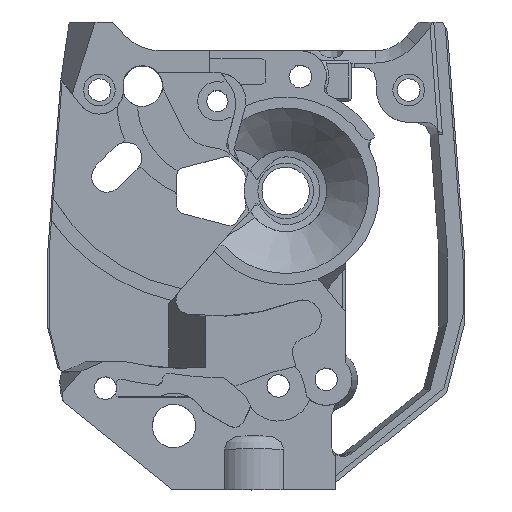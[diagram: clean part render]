
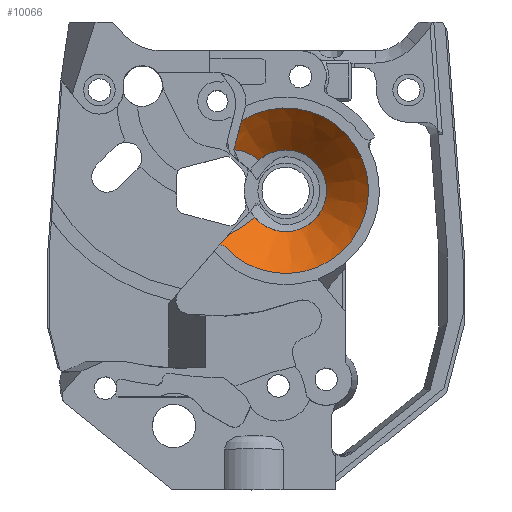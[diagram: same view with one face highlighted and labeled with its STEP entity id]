
A CAD part, top view. The second image highlights one B-rep face of the part: STEP entity #10066.
In plain terms, the highlighted conical face has half-angle 45 degrees and reference radius 9.092 mm.
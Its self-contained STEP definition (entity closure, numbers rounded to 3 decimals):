
#57=CONICAL_SURFACE('',#10944,9.092,0.785);
#82=(
BOUNDED_CURVE()
B_SPLINE_CURVE(2,(#17122,#17123,#17124),.UNSPECIFIED.,.F.,.F.)
B_SPLINE_CURVE_WITH_KNOTS((3,3),(0.724,0.946),
 .UNSPECIFIED.)
CURVE()
GEOMETRIC_REPRESENTATION_ITEM()
RATIONAL_B_SPLINE_CURVE((1.029,1.02,1.003))
REPRESENTATION_ITEM('')
);
#83=(
BOUNDED_CURVE()
B_SPLINE_CURVE(2,(#17496,#17497,#17498),.UNSPECIFIED.,.F.,.F.)
B_SPLINE_CURVE_WITH_KNOTS((3,3),(0.,0.012),.UNSPECIFIED.)
CURVE()
GEOMETRIC_REPRESENTATION_ITEM()
RATIONAL_B_SPLINE_CURVE((1.,1.001,1.001))
REPRESENTATION_ITEM('')
);
#84=(
BOUNDED_CURVE()
B_SPLINE_CURVE(2,(#17504,#17505,#17506),.UNSPECIFIED.,.F.,.F.)
B_SPLINE_CURVE_WITH_KNOTS((3,3),(0.893,0.897),
 .UNSPECIFIED.)
CURVE()
GEOMETRIC_REPRESENTATION_ITEM()
RATIONAL_B_SPLINE_CURVE((1.001,1.001,1.))
REPRESENTATION_ITEM('')
);
#85=(
BOUNDED_CURVE()
B_SPLINE_CURVE(2,(#17913,#17914,#17915),.UNSPECIFIED.,.F.,.F.)
B_SPLINE_CURVE_WITH_KNOTS((3,3),(0.041,0.427),
 .UNSPECIFIED.)
CURVE()
GEOMETRIC_REPRESENTATION_ITEM()
RATIONAL_B_SPLINE_CURVE((1.017,1.096,1.141))
REPRESENTATION_ITEM('')
);
#130=FACE_BOUND('',#3863,.T.);
#375=CIRCLE('',#10790,8.351);
#431=CIRCLE('',#10882,12.15);
#452=CIRCLE('',#10945,6.);
#3285=FACE_OUTER_BOUND('',#3862,.T.);
#3862=EDGE_LOOP('',(#9055,#9056,#9057,#9058,#9059,#9060,#9061,#9062));
#3863=EDGE_LOOP('',(#9063,#9064,#9065));
#4102=B_SPLINE_CURVE_WITH_KNOTS('',3,(#17879,#17880,#17881,#17882,#17883,
#17884,#17885,#17886),.UNSPECIFIED.,.F.,.F.,(4,2,2,4),(-0.266,
-0.245,-0.21,-0.175),.UNSPECIFIED.);
#4105=B_SPLINE_CURVE_WITH_KNOTS('',3,(#18136,#18137,#18138,#18139,#18140,
#18141,#18142),.UNSPECIFIED.,.F.,.F.,(4,3,4),(0.,0.022,
0.043),.UNSPECIFIED.);
#4106=B_SPLINE_CURVE_WITH_KNOTS('',3,(#18144,#18145,#18146,#18147,#18148,
#18149),.UNSPECIFIED.,.F.,.F.,(4,2,4),(0.063,0.416,
0.588),.UNSPECIFIED.);
#4107=B_SPLINE_CURVE_WITH_KNOTS('',3,(#18152,#18153,#18154,#18155),
 .UNSPECIFIED.,.F.,.F.,(4,4),(1.905,2.525),
 .UNSPECIFIED.);
#4823=VERTEX_POINT('',#17119);
#4824=VERTEX_POINT('',#17121);
#4865=VERTEX_POINT('',#17494);
#4866=VERTEX_POINT('',#17495);
#4868=VERTEX_POINT('',#17503);
#4945=VERTEX_POINT('',#17873);
#4946=VERTEX_POINT('',#17875);
#4956=VERTEX_POINT('',#17911);
#4990=VERTEX_POINT('',#18135);
#4991=VERTEX_POINT('',#18143);
#4992=VERTEX_POINT('',#18150);
#6125=EDGE_CURVE('',#4824,#4823,#82,.T.);
#6198=EDGE_CURVE('',#4865,#4866,#83,.T.);
#6201=EDGE_CURVE('',#4866,#4868,#84,.T.);
#6203=EDGE_CURVE('',#4868,#4865,#375,.T.);
#6316=EDGE_CURVE('',#4945,#4946,#431,.T.);
#6318=EDGE_CURVE('',#4823,#4946,#4102,.T.);
#6331=EDGE_CURVE('',#4945,#4956,#85,.T.);
#6399=EDGE_CURVE('',#4990,#4956,#4105,.T.);
#6400=EDGE_CURVE('',#4991,#4990,#4106,.T.);
#6401=EDGE_CURVE('',#4992,#4991,#452,.T.);
#6402=EDGE_CURVE('',#4824,#4992,#4107,.T.);
#9055=ORIENTED_EDGE('',*,*,#6316,.F.);
#9056=ORIENTED_EDGE('',*,*,#6331,.T.);
#9057=ORIENTED_EDGE('',*,*,#6399,.F.);
#9058=ORIENTED_EDGE('',*,*,#6400,.F.);
#9059=ORIENTED_EDGE('',*,*,#6401,.F.);
#9060=ORIENTED_EDGE('',*,*,#6402,.F.);
#9061=ORIENTED_EDGE('',*,*,#6125,.T.);
#9062=ORIENTED_EDGE('',*,*,#6318,.T.);
#9063=ORIENTED_EDGE('',*,*,#6198,.T.);
#9064=ORIENTED_EDGE('',*,*,#6201,.T.);
#9065=ORIENTED_EDGE('',*,*,#6203,.T.);
#10066=ADVANCED_FACE('',(#3285,#130),#57,.F.);
#10790=AXIS2_PLACEMENT_3D('',#17509,#13075,#13076);
#10882=AXIS2_PLACEMENT_3D('',#17876,#13304,#13305);
#10944=AXIS2_PLACEMENT_3D('',#18134,#13481,#13482);
#10945=AXIS2_PLACEMENT_3D('',#18151,#13483,#13484);
#13075=DIRECTION('center_axis',(0.,0.,
-1.));
#13076=DIRECTION('ref_axis',(1.,0.,0.));
#13304=DIRECTION('center_axis',(0.,0.,
-1.));
#13305=DIRECTION('ref_axis',(1.,0.,0.));
#13481=DIRECTION('center_axis',(0.,0.,
1.));
#13482=DIRECTION('ref_axis',(1.,0.,0.));
#13483=DIRECTION('center_axis',(0.,0.,
1.));
#13484=DIRECTION('ref_axis',(0.,-1.,0.));
#17119=CARTESIAN_POINT('',(-1.731,124.135,82.078));
#17121=CARTESIAN_POINT('',(-0.375,125.694,80.046));
#17122=CARTESIAN_POINT('Ctrl Pts',(-0.375,125.694,80.046));
#17123=CARTESIAN_POINT('Ctrl Pts',(-0.993,124.983,80.969));
#17124=CARTESIAN_POINT('Ctrl Pts',(-1.731,124.135,82.078));
#17494=CARTESIAN_POINT('',(12.335,139.174,77.917));
#17495=CARTESIAN_POINT('',(12.222,139.221,77.898));
#17496=CARTESIAN_POINT('Ctrl Pts',(12.335,139.174,77.917));
#17497=CARTESIAN_POINT('Ctrl Pts',(12.279,139.198,77.907));
#17498=CARTESIAN_POINT('Ctrl Pts',(12.222,139.221,77.898));
#17503=CARTESIAN_POINT('',(12.259,139.221,77.917));
#17504=CARTESIAN_POINT('Ctrl Pts',(12.222,139.221,77.898));
#17505=CARTESIAN_POINT('Ctrl Pts',(12.24,139.221,77.908));
#17506=CARTESIAN_POINT('Ctrl Pts',(12.259,139.221,77.917));
#17509=CARTESIAN_POINT('Origin',(7.941,132.073,77.917));
#17873=CARTESIAN_POINT('',(1.47,142.357,81.716));
#17875=CARTESIAN_POINT('',(-0.971,123.815,81.716));
#17876=CARTESIAN_POINT('Origin',(7.941,132.073,81.716));
#17879=CARTESIAN_POINT('Ctrl Pts',(-1.731,124.135,82.078));
#17880=CARTESIAN_POINT('Ctrl Pts',(-1.675,124.136,82.033));
#17881=CARTESIAN_POINT('Ctrl Pts',(-1.618,124.133,81.992));
#17882=CARTESIAN_POINT('Ctrl Pts',(-1.465,124.111,81.889));
#17883=CARTESIAN_POINT('Ctrl Pts',(-1.357,124.079,81.826));
#17884=CARTESIAN_POINT('Ctrl Pts',(-1.15,123.975,81.74));
#17885=CARTESIAN_POINT('Ctrl Pts',(-1.051,123.901,81.716));
#17886=CARTESIAN_POINT('Ctrl Pts',(-0.971,123.815,
81.716));
#17911=CARTESIAN_POINT('',(0.43,138.474,79.434));
#17913=CARTESIAN_POINT('Ctrl Pts',(1.47,142.357,81.716));
#17914=CARTESIAN_POINT('Ctrl Pts',(0.896,140.214,80.208));
#17915=CARTESIAN_POINT('Ctrl Pts',(0.43,138.474,79.434));
#18134=CARTESIAN_POINT('Origin',(7.941,132.073,78.658));
#18135=CARTESIAN_POINT('',(0.344,138.096,79.261));
#18136=CARTESIAN_POINT('Ctrl Pts',(0.344,138.096,79.261));
#18137=CARTESIAN_POINT('Ctrl Pts',(0.354,138.161,79.293));
#18138=CARTESIAN_POINT('Ctrl Pts',(0.368,138.225,79.323));
#18139=CARTESIAN_POINT('Ctrl Pts',(0.383,138.29,79.352));
#18140=CARTESIAN_POINT('Ctrl Pts',(0.398,138.352,79.38));
#18141=CARTESIAN_POINT('Ctrl Pts',(0.413,138.413,79.407));
#18142=CARTESIAN_POINT('Ctrl Pts',(0.43,138.474,79.434));
#18143=CARTESIAN_POINT('',(3.961,136.563,75.566));
#18144=CARTESIAN_POINT('Ctrl Pts',(3.961,136.563,75.566));
#18145=CARTESIAN_POINT('Ctrl Pts',(3.351,137.15,76.409));
#18146=CARTESIAN_POINT('Ctrl Pts',(2.567,137.623,77.28));
#18147=CARTESIAN_POINT('Ctrl Pts',(1.257,138.005,78.5));
#18148=CARTESIAN_POINT('Ctrl Pts',(0.805,138.08,78.889));
#18149=CARTESIAN_POINT('Ctrl Pts',(0.344,138.096,79.261));
#18150=CARTESIAN_POINT('',(3.409,128.14,75.566));
#18151=CARTESIAN_POINT('Origin',(7.941,132.073,75.566));
#18152=CARTESIAN_POINT('Ctrl Pts',(-0.375,125.694,80.046));
#18153=CARTESIAN_POINT('Ctrl Pts',(1.024,126.348,78.538));
#18154=CARTESIAN_POINT('Ctrl Pts',(2.299,127.186,77.029));
#18155=CARTESIAN_POINT('Ctrl Pts',(3.409,128.14,75.566));
